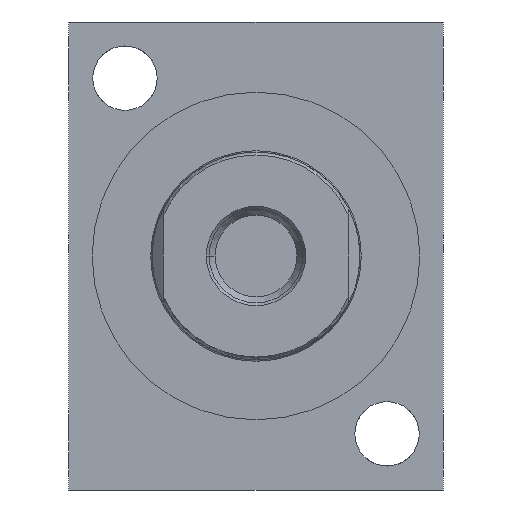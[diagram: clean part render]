
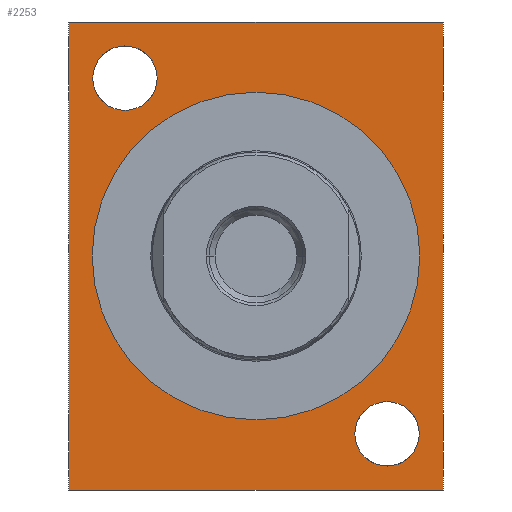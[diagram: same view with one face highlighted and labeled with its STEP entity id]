
A CAD part, left-side view. The second image highlights one B-rep face of the part: STEP entity #2253.
In plain terms, the highlighted planar face has unit normal (-1, 0, 0).
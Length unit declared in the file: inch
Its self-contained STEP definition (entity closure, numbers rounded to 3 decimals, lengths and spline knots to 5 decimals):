
#113=DIRECTION('',(0.,-1.,0.));
#114=VECTOR('',#113,2.);
#115=CARTESIAN_POINT('',(0.,1.,1.25));
#116=LINE('',#115,#114);
#121=DIRECTION('',(0.,0.,-1.));
#122=VECTOR('',#121,2.5);
#123=CARTESIAN_POINT('',(0.,-1.,1.25));
#124=LINE('',#123,#122);
#128=DIRECTION('',(0.,1.,0.));
#129=VECTOR('',#128,2.);
#130=CARTESIAN_POINT('',(0.,-1.,-1.25));
#131=LINE('',#130,#129);
#135=DIRECTION('',(0.,0.,1.));
#136=VECTOR('',#135,2.5);
#137=CARTESIAN_POINT('',(0.,1.,-1.25));
#138=LINE('',#137,#136);
#142=CARTESIAN_POINT('',(0.,0.7,0.95));
#143=DIRECTION('',(1.,0.,0.));
#144=DIRECTION('',(0.,1.,0.));
#145=AXIS2_PLACEMENT_3D('',#142,#143,#144);
#150=CARTESIAN_POINT('',(0.,0.7,0.95));
#151=DIRECTION('',(1.,0.,0.));
#152=DIRECTION('',(0.,-1.,0.));
#153=AXIS2_PLACEMENT_3D('',#150,#151,#152);
#158=CARTESIAN_POINT('',(0.,-0.7,-0.95));
#159=DIRECTION('',(1.,0.,0.));
#160=DIRECTION('',(0.,1.,0.));
#161=AXIS2_PLACEMENT_3D('',#158,#159,#160);
#166=CARTESIAN_POINT('',(0.,-0.7,-0.95));
#167=DIRECTION('',(1.,0.,0.));
#168=DIRECTION('',(0.,-1.,0.));
#169=AXIS2_PLACEMENT_3D('',#166,#167,#168);
#174=CARTESIAN_POINT('',(0.,0.,0.));
#175=DIRECTION('',(-1.,0.,0.));
#176=DIRECTION('',(0.,1.,0.));
#177=AXIS2_PLACEMENT_3D('',#174,#175,#176);
#182=CARTESIAN_POINT('',(0.,0.,0.));
#183=DIRECTION('',(-1.,0.,0.));
#184=DIRECTION('',(0.,-1.,0.));
#185=AXIS2_PLACEMENT_3D('',#182,#183,#184);
#1986=CARTESIAN_POINT('',(0.,1.,1.25));
#1987=CARTESIAN_POINT('',(0.,-1.,1.25));
#1988=VERTEX_POINT('',#1986);
#1989=VERTEX_POINT('',#1987);
#1990=CARTESIAN_POINT('',(0.,-1.,-1.25));
#1991=VERTEX_POINT('',#1990);
#1992=CARTESIAN_POINT('',(0.,1.,-1.25));
#1993=VERTEX_POINT('',#1992);
#2002=CARTESIAN_POINT('',(0.,0.872,0.95));
#2003=CARTESIAN_POINT('',(0.,0.528,0.95));
#2004=VERTEX_POINT('',#2002);
#2005=VERTEX_POINT('',#2003);
#2146=CARTESIAN_POINT('',(0.,-0.528,-0.95));
#2147=CARTESIAN_POINT('',(0.,-0.872,-0.95));
#2148=VERTEX_POINT('',#2146);
#2149=VERTEX_POINT('',#2147);
#2166=CARTESIAN_POINT('',(0.,0.875,0.));
#2167=CARTESIAN_POINT('',(0.,-0.875,0.));
#2168=VERTEX_POINT('',#2166);
#2169=VERTEX_POINT('',#2167);
#2220=CARTESIAN_POINT('',(0.,0.,0.));
#2221=DIRECTION('',(1.,0.,0.));
#2222=DIRECTION('',(0.,0.,-1.));
#2223=AXIS2_PLACEMENT_3D('',#2220,#2221,#2222);
#2224=PLANE('',#2223);
#2226=ORIENTED_EDGE('',*,*,#2225,.T.);
#2228=ORIENTED_EDGE('',*,*,#2227,.T.);
#2230=ORIENTED_EDGE('',*,*,#2229,.T.);
#2232=ORIENTED_EDGE('',*,*,#2231,.T.);
#2233=EDGE_LOOP('',(#2226,#2228,#2230,#2232));
#2234=FACE_OUTER_BOUND('',#2233,.F.);
#2236=ORIENTED_EDGE('',*,*,#2235,.F.);
#2238=ORIENTED_EDGE('',*,*,#2237,.F.);
#2239=EDGE_LOOP('',(#2236,#2238));
#2240=FACE_BOUND('',#2239,.F.);
#2242=ORIENTED_EDGE('',*,*,#2241,.F.);
#2244=ORIENTED_EDGE('',*,*,#2243,.F.);
#2245=EDGE_LOOP('',(#2242,#2244));
#2246=FACE_BOUND('',#2245,.F.);
#2248=ORIENTED_EDGE('',*,*,#2247,.T.);
#2250=ORIENTED_EDGE('',*,*,#2249,.T.);
#2251=EDGE_LOOP('',(#2248,#2250));
#2252=FACE_BOUND('',#2251,.F.);
#2253=ADVANCED_FACE('',(#2234,#2240,#2246,#2252),#2224,.F.);
#146=CIRCLE('',#145,0.172);
#154=CIRCLE('',#153,0.172);
#162=CIRCLE('',#161,0.172);
#170=CIRCLE('',#169,0.172);
#178=CIRCLE('',#177,0.875);
#186=CIRCLE('',#185,0.875);
#2225=EDGE_CURVE('',#1988,#1989,#116,.T.);
#2227=EDGE_CURVE('',#1989,#1991,#124,.T.);
#2229=EDGE_CURVE('',#1991,#1993,#131,.T.);
#2231=EDGE_CURVE('',#1993,#1988,#138,.T.);
#2235=EDGE_CURVE('',#2004,#2005,#146,.T.);
#2237=EDGE_CURVE('',#2005,#2004,#154,.T.);
#2241=EDGE_CURVE('',#2148,#2149,#162,.T.);
#2243=EDGE_CURVE('',#2149,#2148,#170,.T.);
#2247=EDGE_CURVE('',#2168,#2169,#178,.T.);
#2249=EDGE_CURVE('',#2169,#2168,#186,.T.);
